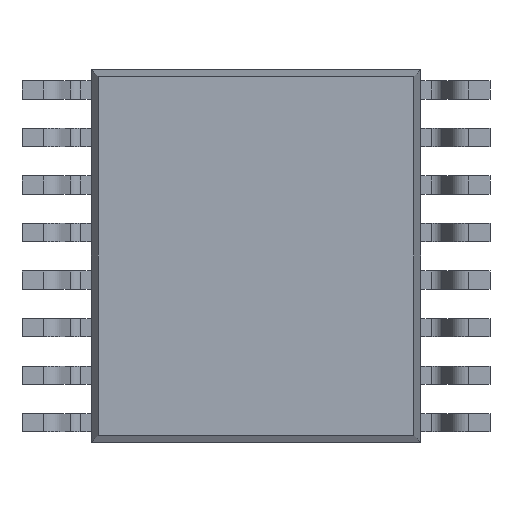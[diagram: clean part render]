
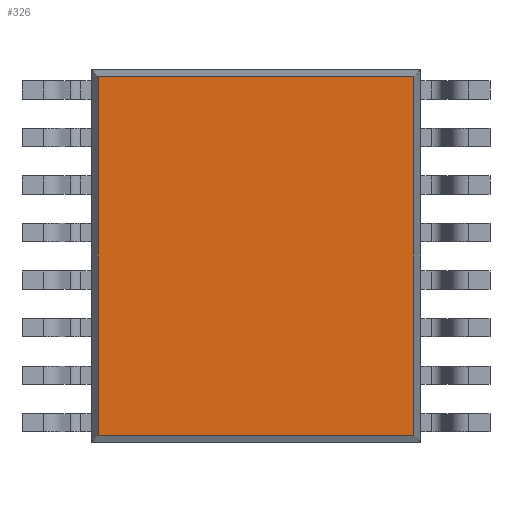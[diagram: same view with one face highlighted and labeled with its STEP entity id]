
A CAD part, front view. The second image highlights one B-rep face of the part: STEP entity #326.
In plain terms, the highlighted planar face has unit normal (0, -1, 0).
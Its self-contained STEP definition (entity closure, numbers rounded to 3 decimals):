
#4 = ORIENTED_EDGE ( 'NONE', *, *, #1009, .F. ) ;
#30 = DIRECTION ( 'NONE',  ( 0., 0., -1. ) ) ;
#74 = EDGE_CURVE ( 'NONE', #367, #945, #984, .T. ) ;
#88 = DIRECTION ( 'NONE',  ( 0., 1., 0. ) ) ;
#148 = DIRECTION ( 'NONE',  ( 0., 0., 1. ) ) ;
#222 = AXIS2_PLACEMENT_3D ( 'NONE', #840, #88, #952 ) ;
#230 = CARTESIAN_POINT ( 'NONE',  ( -2.154, -0.5, 2.454 ) ) ;
#269 = EDGE_CURVE ( 'NONE', #1562, #516, #1089, .T. ) ;
#326 = ADVANCED_FACE ( 'NONE', ( #753 ), #346, .F. ) ;
#346 = PLANE ( 'NONE',  #222 ) ;
#367 = VERTEX_POINT ( 'NONE', #1386 ) ;
#395 = CARTESIAN_POINT ( 'NONE',  ( -2.25, -0.5, 2.454 ) ) ;
#449 = VECTOR ( 'NONE', #30, 1000. ) ;
#516 = VERTEX_POINT ( 'NONE', #589 ) ;
#554 = ORIENTED_EDGE ( 'NONE', *, *, #1214, .F. ) ;
#580 = CARTESIAN_POINT ( 'NONE',  ( -2.25, -0.5, -2.454 ) ) ;
#589 = CARTESIAN_POINT ( 'NONE',  ( 2.154, -0.5, 2.454 ) ) ;
#609 = ORIENTED_EDGE ( 'NONE', *, *, #269, .F. ) ;
#653 = CARTESIAN_POINT ( 'NONE',  ( -2.154, -0.5, 2.55 ) ) ;
#671 = VECTOR ( 'NONE', #1179, 1000. ) ;
#753 = FACE_OUTER_BOUND ( 'NONE', #1180, .T. ) ;
#771 = VECTOR ( 'NONE', #1128, 1000. ) ;
#774 = ORIENTED_EDGE ( 'NONE', *, *, #74, .F. ) ;
#840 = CARTESIAN_POINT ( 'NONE',  ( -2.25, -0.5, 2.55 ) ) ;
#945 = VERTEX_POINT ( 'NONE', #1502 ) ;
#952 = DIRECTION ( 'NONE',  ( 0., 0., 1. ) ) ;
#984 = LINE ( 'NONE', #580, #671 ) ;
#1009 = EDGE_CURVE ( 'NONE', #516, #367, #1055, .T. ) ;
#1048 = VECTOR ( 'NONE', #148, 1000. ) ;
#1055 = LINE ( 'NONE', #1138, #449 ) ;
#1089 = LINE ( 'NONE', #395, #771 ) ;
#1128 = DIRECTION ( 'NONE',  ( 1., 0., 0. ) ) ;
#1138 = CARTESIAN_POINT ( 'NONE',  ( 2.154, -0.5, 2.55 ) ) ;
#1179 = DIRECTION ( 'NONE',  ( -1., 0., 0. ) ) ;
#1180 = EDGE_LOOP ( 'NONE', ( #4, #609, #554, #774 ) ) ;
#1214 = EDGE_CURVE ( 'NONE', #945, #1562, #1365, .T. ) ;
#1365 = LINE ( 'NONE', #653, #1048 ) ;
#1386 = CARTESIAN_POINT ( 'NONE',  ( 2.154, -0.5, -2.454 ) ) ;
#1502 = CARTESIAN_POINT ( 'NONE',  ( -2.154, -0.5, -2.454 ) ) ;
#1562 = VERTEX_POINT ( 'NONE', #230 ) ;
